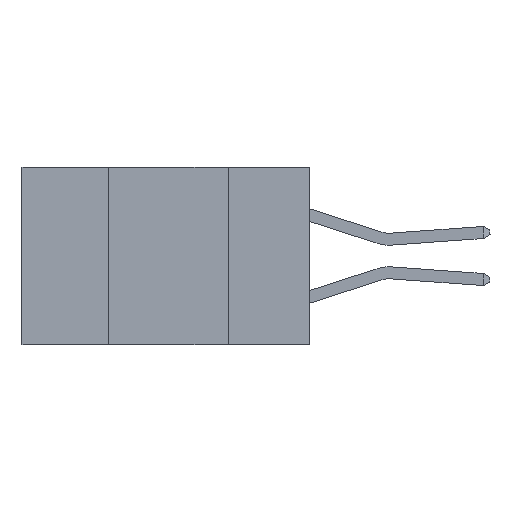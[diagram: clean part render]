
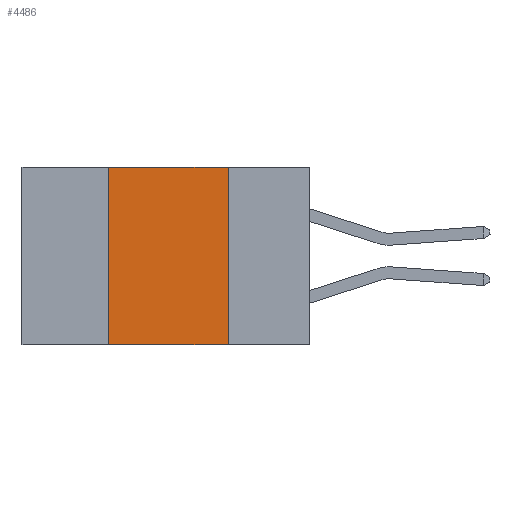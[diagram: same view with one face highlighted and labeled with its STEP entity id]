
A CAD part, left-side view. The second image highlights one B-rep face of the part: STEP entity #4486.
In plain terms, the highlighted planar face has unit normal (-1, 0, 0).
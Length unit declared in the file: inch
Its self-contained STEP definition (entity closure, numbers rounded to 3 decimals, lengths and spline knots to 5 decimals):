
#842 = EDGE_CURVE ( 'NONE', #6791, #6149, #946, .T. ) ;
#946 = LINE ( 'NONE', #15896, #18906 ) ;
#1837 = CARTESIAN_POINT ( 'NONE',  ( 0., 0.6, 0. ) ) ;
#2074 = VECTOR ( 'NONE', #19994, 39.37008 ) ;
#2531 = DIRECTION ( 'NONE',  ( 0., 0., -1. ) ) ;
#2736 = CARTESIAN_POINT ( 'NONE',  ( 0., 0.6, 0. ) ) ;
#2947 = PLANE ( 'NONE',  #11863 ) ;
#2974 = DIRECTION ( 'NONE',  ( 0., 0., -1. ) ) ;
#3641 = EDGE_CURVE ( 'NONE', #16485, #6791, #16842, .T. ) ;
#4061 = ORIENTED_EDGE ( 'NONE', *, *, #3641, .F. ) ;
#4486 = ADVANCED_FACE ( 'NONE', ( #17242 ), #2947, .F. ) ;
#4849 = ORIENTED_EDGE ( 'NONE', *, *, #20067, .T. ) ;
#6119 = DIRECTION ( 'NONE',  ( 0., -1., 0. ) ) ;
#6149 = VERTEX_POINT ( 'NONE', #20691 ) ;
#6791 = VERTEX_POINT ( 'NONE', #11498 ) ;
#9873 = ORIENTED_EDGE ( 'NONE', *, *, #842, .F. ) ;
#11498 = CARTESIAN_POINT ( 'NONE',  ( 0., 0.17, 0. ) ) ;
#11863 = AXIS2_PLACEMENT_3D ( 'NONE', #2736, #19171, #2531 ) ;
#12300 = VECTOR ( 'NONE', #6119, 39.37008 ) ;
#14244 = LINE ( 'NONE', #20750, #12300 ) ;
#15896 = CARTESIAN_POINT ( 'NONE',  ( 0., 0.17, -0.37 ) ) ;
#16232 = VECTOR ( 'NONE', #20160, 39.37008 ) ;
#16485 = VERTEX_POINT ( 'NONE', #20429 ) ;
#16842 = LINE ( 'NONE', #1837, #16232 ) ;
#17131 = CARTESIAN_POINT ( 'NONE',  ( 0., 0.42, -0.37 ) ) ;
#17242 = FACE_OUTER_BOUND ( 'NONE', #17812, .T. ) ;
#17480 = ORIENTED_EDGE ( 'NONE', *, *, #20301, .F. ) ;
#17812 = EDGE_LOOP ( 'NONE', ( #9873, #4061, #17480, #4849 ) ) ;
#18585 = CARTESIAN_POINT ( 'NONE',  ( 0., 0.42, -0.37 ) ) ;
#18686 = LINE ( 'NONE', #18585, #2074 ) ;
#18906 = VECTOR ( 'NONE', #2974, 39.37008 ) ;
#19171 = DIRECTION ( 'NONE',  ( 1., 0., 0. ) ) ;
#19371 = VERTEX_POINT ( 'NONE', #17131 ) ;
#19994 = DIRECTION ( 'NONE',  ( 0., 0., 1. ) ) ;
#20067 = EDGE_CURVE ( 'NONE', #19371, #6149, #14244, .T. ) ;
#20160 = DIRECTION ( 'NONE',  ( 0., -1., 0. ) ) ;
#20301 = EDGE_CURVE ( 'NONE', #19371, #16485, #18686, .T. ) ;
#20429 = CARTESIAN_POINT ( 'NONE',  ( 0., 0.42, 0. ) ) ;
#20691 = CARTESIAN_POINT ( 'NONE',  ( 0., 0.17, -0.37 ) ) ;
#20750 = CARTESIAN_POINT ( 'NONE',  ( 0., 0.6, -0.37 ) ) ;
